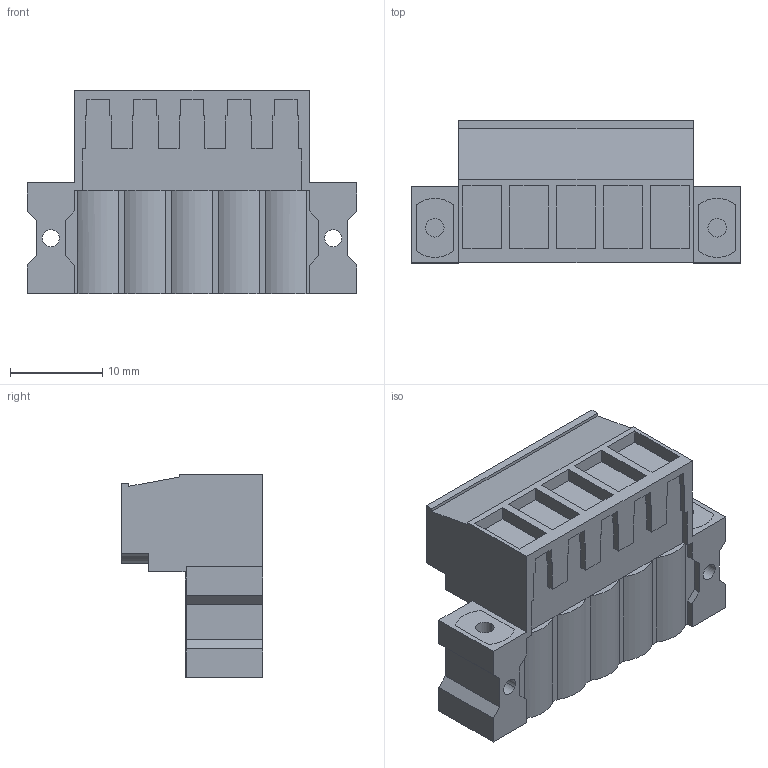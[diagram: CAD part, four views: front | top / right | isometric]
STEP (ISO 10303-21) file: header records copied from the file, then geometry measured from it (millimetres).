
FILE_DESCRIPTION(('CATIA V5 STEP Exchange','CAx-IF Rec.Pracs.--- Model Styling and Organization---1.2---2011-12-15'),'2;1');
FILE_NAME ('D1457466_0_1846390000_1846390000.stp','2017-05-17T11:59:42+00:00',('none'),('Weidmueller'),'CATIA Version 5-6 Release 2014','CATIA V5 STEP AP214','none');
FILE_SCHEMA(('AUTOMOTIVE_DESIGN { 1 0 10303 214 1 1 1 1 }'));
Length unit declared in the file: millimetre
Products named in the file (1): 1846390000
Bounding box: 35.66 x 15.38 x 22.05 mm (x, y, z)
Volume: 5212.4 mm3; surface area: 5096.6 mm2
Topology: 15 solids, 15 shells, 463 faces, 1238 edges, 832 vertices
Faces by surface type: plane 350, cylinder 93, extrusion 20
Entity records: 14010 total; most frequent: CARTESIAN_POINT 3045, ORIENTED_EDGE 2476, DIRECTION 1788, EDGE_CURVE 1238, VECTOR 1004, LINE 984, VERTEX_POINT 832, EDGE_LOOP 512
